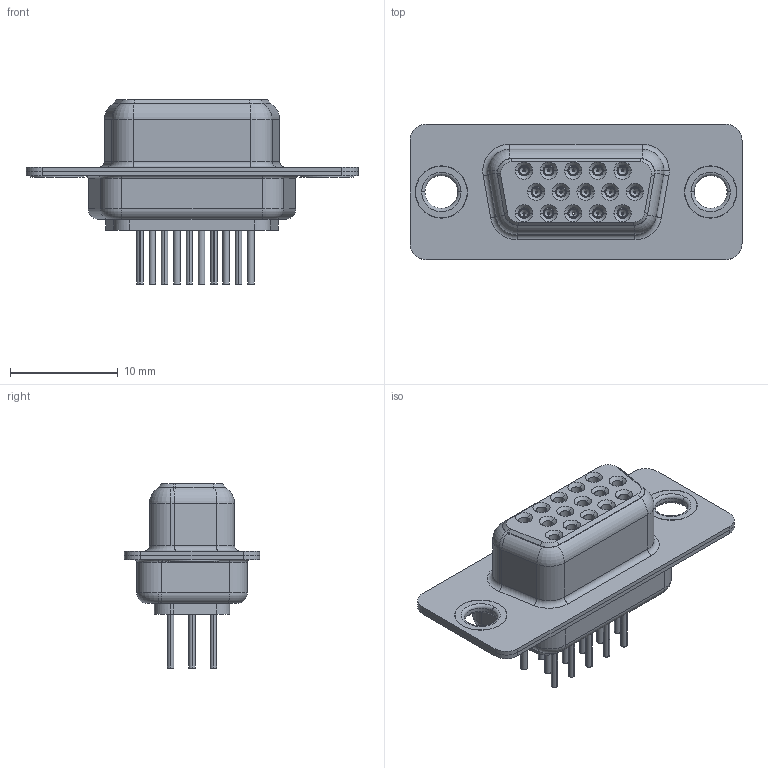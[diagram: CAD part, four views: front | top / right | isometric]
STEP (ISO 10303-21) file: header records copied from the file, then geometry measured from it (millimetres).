
FILE_DESCRIPTION (( 'STEP AP203' ), '1' );
FILE_NAME ('MHHDD-15FNS-A1.STEP', '2025-11-20T13:36:22', ( '' ), ( '' ), 'SwSTEP 2.0', 'SolidWorks 2023', '' );
FILE_SCHEMA (( 'CONFIG_CONTROL_DESIGN' ));
Length unit declared in the file: millimetre
Products named in the file (8): MHHDD Contact Row 1_30L; MHHDD Thru Hole Rivet; MHHDD Shell Rear_15 Contacts; MHHDD Contact Row 2_30L; MHHDD Housing_15 Contacts; MHHDD Contact Row 3_30L; MHHDD Shell Front_15 Contacts; MHHDD-15FNS-A1
Assembly tree (20 placements, depth 2):
  MHHDD-15FNS-A1
    MHHDD Housing_15 Contacts
    MHHDD Shell Front_15 Contacts
    MHHDD Shell Rear_15 Contacts
    MHHDD Contact Row 1_30L  x5
    MHHDD Contact Row 2_30L  x5
    MHHDD Contact Row 3_30L  x5
    MHHDD Thru Hole Rivet  x2
Bounding box: 30.81 x 12.55 x 17.1 mm (x, y, z)
Volume: 1442.5 mm3; surface area: 5351.4 mm2
Topology: 20 solids, 20 shells, 2167 faces, 5481 edges, 3395 vertices
Faces by surface type: cylinder 616, plane 536, torus 455, bspline 300, cone 260
Entity records: 26803 total; most frequent: CARTESIAN_POINT 7571, DIRECTION 3880, ORIENTED_EDGE 3748, EDGE_CURVE 1874, AXIS2_PLACEMENT_3D 1612, VERTEX_POINT 1169, CIRCLE 876, EDGE_LOOP 871
